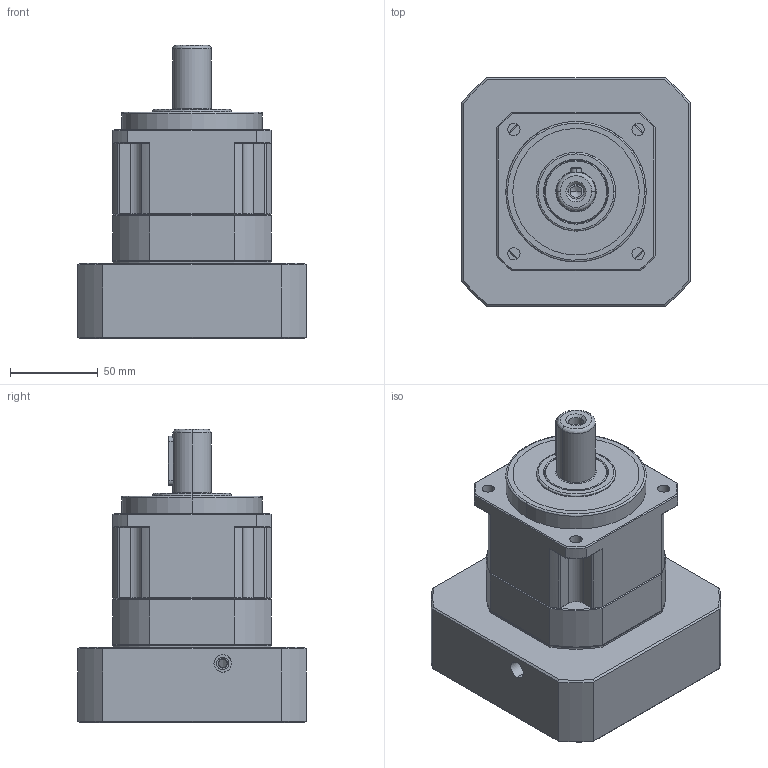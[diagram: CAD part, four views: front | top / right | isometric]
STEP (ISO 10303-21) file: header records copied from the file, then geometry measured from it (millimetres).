
FILE_DESCRIPTION (( 'STEP AP214' ), '1' );
FILE_NAME ('SB090-L1-24-110-145M8.STEP', '2021-12-18T05:22:10', ( 'admin' ), ( '' ), 'SwSTEP 2.0', 'SolidWorks 2013', '' );
FILE_SCHEMA (( 'AUTOMOTIVE_DESIGN' ));
Length unit declared in the file: millimetre
Products named in the file (4): SB090-110-145M8; SB090_X2_58F34F537AEF_X0_-24; SB090_X2_8F9351FA7AEF_X0_; SB090-L1-24-110-145M8
Assembly tree (3 placements, depth 2):
  SB090-L1-24-110-145M8
    SB090_X2_8F9351FA7AEF_X0_
    SB090_X2_58F34F537AEF_X0_-24
    SB090-110-145M8
Bounding box: 130 x 130 x 167 mm (x, y, z)
Volume: 1018138.4 mm3; surface area: 139109.3 mm2
Topology: 3 solids, 3 shells, 322 faces, 783 edges, 475 vertices
Faces by surface type: cylinder 124, plane 107, cone 77, bspline 14
Entity records: 13931 total; most frequent: CARTESIAN_POINT 2825, DIRECTION 1571, ORIENTED_EDGE 1530, EDGE_CURVE 765, AXIS2_PLACEMENT_3D 621, VERTEX_POINT 475, EDGE_LOOP 378, UNCERTAINTY_MEASURE_WITH_UNIT 332
